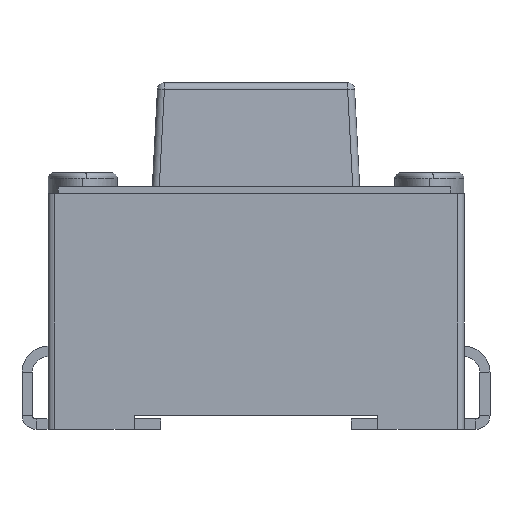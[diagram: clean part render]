
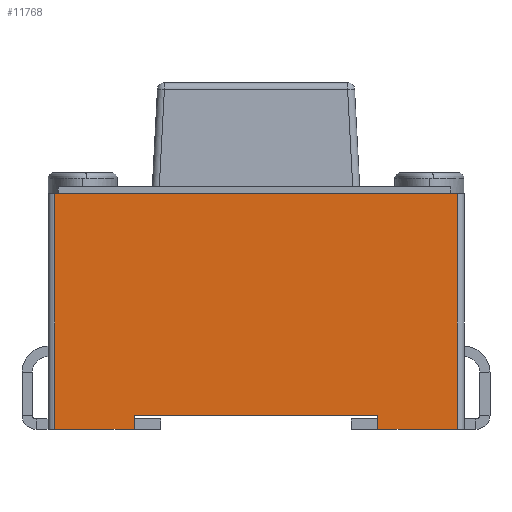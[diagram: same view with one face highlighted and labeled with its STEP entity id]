
A CAD part, front view. The second image highlights one B-rep face of the part: STEP entity #11768.
In plain terms, the highlighted planar face has unit normal (0, -1, 0).
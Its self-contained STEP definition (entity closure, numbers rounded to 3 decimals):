
#51 = CARTESIAN_POINT ( 'NONE',  ( -1.759, -1.75, 0. ) ) ;
#1287 = CARTESIAN_POINT ( 'NONE',  ( 1.759, -1.75, 0.2 ) ) ;
#1382 = ORIENTED_EDGE ( 'NONE', *, *, #5508, .F. ) ;
#1437 = CARTESIAN_POINT ( 'NONE',  ( -3., -1.75, 0. ) ) ;
#1626 = LINE ( 'NONE', #1437, #4270 ) ;
#1634 = LINE ( 'NONE', #1808, #9730 ) ;
#1808 = CARTESIAN_POINT ( 'NONE',  ( -1.759, -1.75, 0.2 ) ) ;
#1813 = VECTOR ( 'NONE', #12562, 1000. ) ;
#2055 = EDGE_CURVE ( 'NONE', #14694, #7109, #2251, .T. ) ;
#2251 = LINE ( 'NONE', #9357, #17745 ) ;
#2536 = CARTESIAN_POINT ( 'NONE',  ( -3., -1.75, 3.4 ) ) ;
#2569 = EDGE_LOOP ( 'NONE', ( #1382, #17751, #4721, #15917, #3430, #15650, #15609, #12426 ) ) ;
#2859 = CARTESIAN_POINT ( 'NONE',  ( -2.9, -1.75, 3.4 ) ) ;
#3430 = ORIENTED_EDGE ( 'NONE', *, *, #8470, .F. ) ;
#3835 = DIRECTION ( 'NONE',  ( 0., 0., 1. ) ) ;
#4270 = VECTOR ( 'NONE', #4483, 1000. ) ;
#4384 = LINE ( 'NONE', #14863, #4551 ) ;
#4483 = DIRECTION ( 'NONE',  ( 1., 0., 0. ) ) ;
#4551 = VECTOR ( 'NONE', #11726, 1000. ) ;
#4721 = ORIENTED_EDGE ( 'NONE', *, *, #15412, .T. ) ;
#5508 = EDGE_CURVE ( 'NONE', #15798, #6170, #1634, .T. ) ;
#5584 = LINE ( 'NONE', #11421, #11428 ) ;
#6125 = AXIS2_PLACEMENT_3D ( 'NONE', #2536, #16981, #11466 ) ;
#6170 = VERTEX_POINT ( 'NONE', #9910 ) ;
#6897 = CARTESIAN_POINT ( 'NONE',  ( -1.759, -1.75, 0.2 ) ) ;
#7109 = VERTEX_POINT ( 'NONE', #10009 ) ;
#7164 = LINE ( 'NONE', #12817, #17676 ) ;
#7787 = DIRECTION ( 'NONE',  ( 1., 0., 0. ) ) ;
#7982 = EDGE_CURVE ( 'NONE', #18484, #17479, #7164, .T. ) ;
#8388 = CARTESIAN_POINT ( 'NONE',  ( 1.759, -1.75, 0. ) ) ;
#8470 = EDGE_CURVE ( 'NONE', #18484, #7109, #4384, .T. ) ;
#8586 = PLANE ( 'NONE',  #6125 ) ;
#8701 = VERTEX_POINT ( 'NONE', #51 ) ;
#9162 = EDGE_CURVE ( 'NONE', #17479, #8701, #1626, .T. ) ;
#9357 = CARTESIAN_POINT ( 'NONE',  ( 2.9, -1.75, 3.4 ) ) ;
#9591 = LINE ( 'NONE', #6897, #1813 ) ;
#9730 = VECTOR ( 'NONE', #17532, 1000. ) ;
#9831 = FACE_OUTER_BOUND ( 'NONE', #2569, .T. ) ;
#9910 = CARTESIAN_POINT ( 'NONE',  ( -1.759, -1.75, 0.2 ) ) ;
#10009 = CARTESIAN_POINT ( 'NONE',  ( 2.9, -1.75, 3.4 ) ) ;
#11048 = LINE ( 'NONE', #15058, #18165 ) ;
#11421 = CARTESIAN_POINT ( 'NONE',  ( 1.759, -1.75, 0.2 ) ) ;
#11428 = VECTOR ( 'NONE', #14497, 1000. ) ;
#11466 = DIRECTION ( 'NONE',  ( 0., 0., 1. ) ) ;
#11726 = DIRECTION ( 'NONE',  ( 1., 0., 0. ) ) ;
#11768 = ADVANCED_FACE ( 'NONE', ( #9831 ), #8586, .F. ) ;
#12426 = ORIENTED_EDGE ( 'NONE', *, *, #12622, .F. ) ;
#12562 = DIRECTION ( 'NONE',  ( 0., 0., -1. ) ) ;
#12622 = EDGE_CURVE ( 'NONE', #6170, #8701, #9591, .T. ) ;
#12817 = CARTESIAN_POINT ( 'NONE',  ( -2.9, -1.75, 3.4 ) ) ;
#13217 = VERTEX_POINT ( 'NONE', #8388 ) ;
#13307 = CARTESIAN_POINT ( 'NONE',  ( 2.9, -1.75, 0. ) ) ;
#14497 = DIRECTION ( 'NONE',  ( 0., 0., -1. ) ) ;
#14552 = DIRECTION ( 'NONE',  ( 0., 0., -1. ) ) ;
#14694 = VERTEX_POINT ( 'NONE', #13307 ) ;
#14863 = CARTESIAN_POINT ( 'NONE',  ( -3., -1.75, 3.4 ) ) ;
#15058 = CARTESIAN_POINT ( 'NONE',  ( -3., -1.75, 0. ) ) ;
#15412 = EDGE_CURVE ( 'NONE', #13217, #14694, #11048, .T. ) ;
#15609 = ORIENTED_EDGE ( 'NONE', *, *, #9162, .T. ) ;
#15650 = ORIENTED_EDGE ( 'NONE', *, *, #7982, .T. ) ;
#15798 = VERTEX_POINT ( 'NONE', #1287 ) ;
#15917 = ORIENTED_EDGE ( 'NONE', *, *, #2055, .T. ) ;
#16852 = EDGE_CURVE ( 'NONE', #15798, #13217, #5584, .T. ) ;
#16981 = DIRECTION ( 'NONE',  ( 0., 1., 0. ) ) ;
#17479 = VERTEX_POINT ( 'NONE', #18381 ) ;
#17532 = DIRECTION ( 'NONE',  ( -1., 0., 0. ) ) ;
#17676 = VECTOR ( 'NONE', #14552, 1000. ) ;
#17745 = VECTOR ( 'NONE', #3835, 1000. ) ;
#17751 = ORIENTED_EDGE ( 'NONE', *, *, #16852, .T. ) ;
#18165 = VECTOR ( 'NONE', #7787, 1000. ) ;
#18381 = CARTESIAN_POINT ( 'NONE',  ( -2.9, -1.75, 0. ) ) ;
#18484 = VERTEX_POINT ( 'NONE', #2859 ) ;
